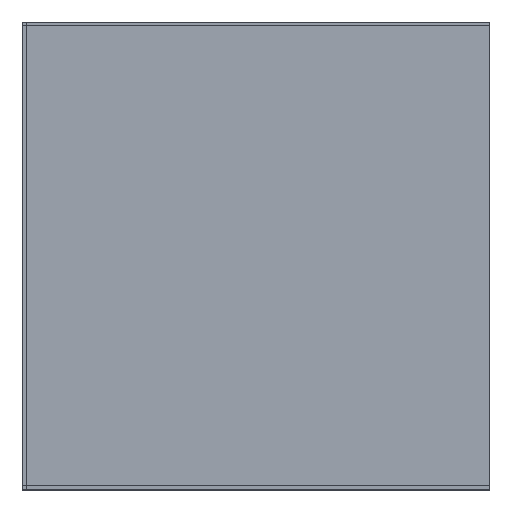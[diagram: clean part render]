
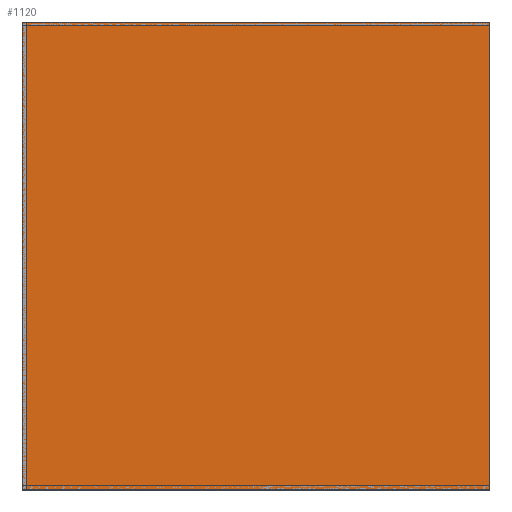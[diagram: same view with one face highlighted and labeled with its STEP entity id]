
A CAD part, top view. The second image highlights one B-rep face of the part: STEP entity #1120.
In plain terms, the highlighted free-form (B-spline) face has degree [3, 3] with [8, 8] control points.
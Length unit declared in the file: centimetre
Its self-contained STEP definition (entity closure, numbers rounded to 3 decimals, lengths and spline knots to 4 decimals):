
#19=B_SPLINE_SURFACE_WITH_KNOTS('',3,3,((#13086,#13087,#13088,#13089,#13090,
#13091,#13092,#13093),(#13094,#13095,#13096,#13097,#13098,#13099,#13100,
#13101),(#13102,#13103,#13104,#13105,#13106,#13107,#13108,#13109),(#13110,
#13111,#13112,#13113,#13114,#13115,#13116,#13117),(#13118,#13119,#13120,
#13121,#13122,#13123,#13124,#13125),(#13126,#13127,#13128,#13129,#13130,
#13131,#13132,#13133),(#13134,#13135,#13136,#13137,#13138,#13139,#13140,
#13141),(#13142,#13143,#13144,#13145,#13146,#13147,#13148,#13149)),
 .UNSPECIFIED.,.F.,.F.,.F.,(4,2,2,4),(4,2,2,4),(0.,20.,40.,60.),(0.,20.,
40.,60.),.UNSPECIFIED.);
#1120=ADVANCED_FACE('',(#1592),#19,.T.);
#1592=FACE_OUTER_BOUND('',#2064,.T.);
#2064=EDGE_LOOP('',(#4057,#4058,#4059,#4060));
#4057=ORIENTED_EDGE('',*,*,#5596,.F.);
#4058=ORIENTED_EDGE('',*,*,#5595,.F.);
#4059=ORIENTED_EDGE('',*,*,#5594,.F.);
#4060=ORIENTED_EDGE('',*,*,#5593,.F.);
#5593=EDGE_CURVE('',#7657,#7658,#6721,.T.);
#5594=EDGE_CURVE('',#7658,#7659,#6722,.T.);
#5595=EDGE_CURVE('',#7659,#7660,#6723,.T.);
#5596=EDGE_CURVE('',#7660,#7657,#6724,.T.);
#6721=B_SPLINE_CURVE_WITH_KNOTS('',3,(#13230,#13231,#13232,#13233,#13234,
#13235,#13236,#13237),.UNSPECIFIED.,.F.,.F.,(4,2,2,4),(0.,20.,40.,60.),
 .UNSPECIFIED.);
#6722=B_SPLINE_CURVE_WITH_KNOTS('',3,(#13238,#13239,#13240,#13241,#13242,
#13243,#13244,#13245),.UNSPECIFIED.,.F.,.F.,(4,2,2,4),(0.,20.,40.,60.),
 .UNSPECIFIED.);
#6723=B_SPLINE_CURVE_WITH_KNOTS('',3,(#13246,#13247,#13248,#13249,#13250,
#13251,#13252,#13253),.UNSPECIFIED.,.F.,.F.,(4,2,2,4),(-60.,-40.,-20.,0.),
 .UNSPECIFIED.);
#6724=B_SPLINE_CURVE_WITH_KNOTS('',3,(#13254,#13255,#13256,#13257,#13258,
#13259,#13260,#13261),.UNSPECIFIED.,.F.,.F.,(4,2,2,4),(-60.,-40.,-20.,0.),
 .UNSPECIFIED.);
#7657=VERTEX_POINT('',#13202);
#7658=VERTEX_POINT('',#13203);
#7659=VERTEX_POINT('',#13204);
#7660=VERTEX_POINT('',#13205);
#13086=CARTESIAN_POINT('',(30.,-30.,62.));
#13087=CARTESIAN_POINT('',(23.3333,-30.,62.));
#13088=CARTESIAN_POINT('',(16.6667,-30.,62.));
#13089=CARTESIAN_POINT('',(3.3333,-30.,62.));
#13090=CARTESIAN_POINT('',(-3.3333,-30.,62.));
#13091=CARTESIAN_POINT('',(-16.6667,-30.,62.));
#13092=CARTESIAN_POINT('',(-23.3333,-30.,62.));
#13093=CARTESIAN_POINT('',(-30.,-30.,62.));
#13094=CARTESIAN_POINT('',(30.,-23.3333,62.));
#13095=CARTESIAN_POINT('',(23.3333,-23.3333,62.));
#13096=CARTESIAN_POINT('',(16.6667,-23.3333,62.));
#13097=CARTESIAN_POINT('',(3.3333,-23.3333,62.));
#13098=CARTESIAN_POINT('',(-3.3333,-23.3333,62.));
#13099=CARTESIAN_POINT('',(-16.6667,-23.3333,62.));
#13100=CARTESIAN_POINT('',(-23.3333,-23.3333,62.));
#13101=CARTESIAN_POINT('',(-30.,-23.3333,62.));
#13102=CARTESIAN_POINT('',(30.,-16.6667,62.));
#13103=CARTESIAN_POINT('',(23.3333,-16.6667,62.));
#13104=CARTESIAN_POINT('',(16.6667,-16.6667,62.));
#13105=CARTESIAN_POINT('',(3.3333,-16.6667,62.));
#13106=CARTESIAN_POINT('',(-3.3333,-16.6667,62.));
#13107=CARTESIAN_POINT('',(-16.6667,-16.6667,62.));
#13108=CARTESIAN_POINT('',(-23.3333,-16.6667,62.));
#13109=CARTESIAN_POINT('',(-30.,-16.6667,62.));
#13110=CARTESIAN_POINT('',(30.,-3.3333,62.));
#13111=CARTESIAN_POINT('',(23.3333,-3.3333,62.));
#13112=CARTESIAN_POINT('',(16.6667,-3.3333,62.));
#13113=CARTESIAN_POINT('',(3.3333,-3.3333,62.));
#13114=CARTESIAN_POINT('',(-3.3333,-3.3333,62.));
#13115=CARTESIAN_POINT('',(-16.6667,-3.3333,62.));
#13116=CARTESIAN_POINT('',(-23.3333,-3.3333,62.));
#13117=CARTESIAN_POINT('',(-30.,-3.3333,62.));
#13118=CARTESIAN_POINT('',(30.,3.3333,62.));
#13119=CARTESIAN_POINT('',(23.3333,3.3333,62.));
#13120=CARTESIAN_POINT('',(16.6667,3.3333,62.));
#13121=CARTESIAN_POINT('',(3.3333,3.3333,62.));
#13122=CARTESIAN_POINT('',(-3.3333,3.3333,62.));
#13123=CARTESIAN_POINT('',(-16.6667,3.3333,62.));
#13124=CARTESIAN_POINT('',(-23.3333,3.3333,62.));
#13125=CARTESIAN_POINT('',(-30.,3.3333,62.));
#13126=CARTESIAN_POINT('',(30.,16.6667,62.));
#13127=CARTESIAN_POINT('',(23.3333,16.6667,62.));
#13128=CARTESIAN_POINT('',(16.6667,16.6667,62.));
#13129=CARTESIAN_POINT('',(3.3333,16.6667,62.));
#13130=CARTESIAN_POINT('',(-3.3333,16.6667,62.));
#13131=CARTESIAN_POINT('',(-16.6667,16.6667,62.));
#13132=CARTESIAN_POINT('',(-23.3333,16.6667,62.));
#13133=CARTESIAN_POINT('',(-30.,16.6667,62.));
#13134=CARTESIAN_POINT('',(30.,23.3333,62.));
#13135=CARTESIAN_POINT('',(23.3333,23.3333,62.));
#13136=CARTESIAN_POINT('',(16.6667,23.3333,62.));
#13137=CARTESIAN_POINT('',(3.3333,23.3333,62.));
#13138=CARTESIAN_POINT('',(-3.3333,23.3333,62.));
#13139=CARTESIAN_POINT('',(-16.6667,23.3333,62.));
#13140=CARTESIAN_POINT('',(-23.3333,23.3333,62.));
#13141=CARTESIAN_POINT('',(-30.,23.3333,62.));
#13142=CARTESIAN_POINT('',(30.,30.,62.));
#13143=CARTESIAN_POINT('',(23.3333,30.,62.));
#13144=CARTESIAN_POINT('',(16.6667,30.,62.));
#13145=CARTESIAN_POINT('',(3.3333,30.,62.));
#13146=CARTESIAN_POINT('',(-3.3333,30.,62.));
#13147=CARTESIAN_POINT('',(-16.6667,30.,62.));
#13148=CARTESIAN_POINT('',(-23.3333,30.,62.));
#13149=CARTESIAN_POINT('',(-30.,30.,62.));
#13202=CARTESIAN_POINT('',(30.,-30.,62.));
#13203=CARTESIAN_POINT('',(-30.,-30.,62.));
#13204=CARTESIAN_POINT('',(-30.,30.,62.));
#13205=CARTESIAN_POINT('',(30.,30.,62.));
#13230=CARTESIAN_POINT('',(30.,-30.,62.));
#13231=CARTESIAN_POINT('',(23.3333,-30.,62.));
#13232=CARTESIAN_POINT('',(16.6667,-30.,62.));
#13233=CARTESIAN_POINT('',(3.3333,-30.,62.));
#13234=CARTESIAN_POINT('',(-3.3333,-30.,62.));
#13235=CARTESIAN_POINT('',(-16.6667,-30.,62.));
#13236=CARTESIAN_POINT('',(-23.3333,-30.,62.));
#13237=CARTESIAN_POINT('',(-30.,-30.,62.));
#13238=CARTESIAN_POINT('',(-30.,-30.,62.));
#13239=CARTESIAN_POINT('',(-30.,-23.3333,62.));
#13240=CARTESIAN_POINT('',(-30.,-16.6667,62.));
#13241=CARTESIAN_POINT('',(-30.,-3.3333,62.));
#13242=CARTESIAN_POINT('',(-30.,3.3333,62.));
#13243=CARTESIAN_POINT('',(-30.,16.6667,62.));
#13244=CARTESIAN_POINT('',(-30.,23.3333,62.));
#13245=CARTESIAN_POINT('',(-30.,30.,62.));
#13246=CARTESIAN_POINT('',(-30.,30.,62.));
#13247=CARTESIAN_POINT('',(-23.3333,30.,62.));
#13248=CARTESIAN_POINT('',(-16.6667,30.,62.));
#13249=CARTESIAN_POINT('',(-3.3333,30.,62.));
#13250=CARTESIAN_POINT('',(3.3333,30.,62.));
#13251=CARTESIAN_POINT('',(16.6667,30.,62.));
#13252=CARTESIAN_POINT('',(23.3333,30.,62.));
#13253=CARTESIAN_POINT('',(30.,30.,62.));
#13254=CARTESIAN_POINT('',(30.,30.,62.));
#13255=CARTESIAN_POINT('',(30.,23.3333,62.));
#13256=CARTESIAN_POINT('',(30.,16.6667,62.));
#13257=CARTESIAN_POINT('',(30.,3.3333,62.));
#13258=CARTESIAN_POINT('',(30.,-3.3333,62.));
#13259=CARTESIAN_POINT('',(30.,-16.6667,62.));
#13260=CARTESIAN_POINT('',(30.,-23.3333,62.));
#13261=CARTESIAN_POINT('',(30.,-30.,62.));
